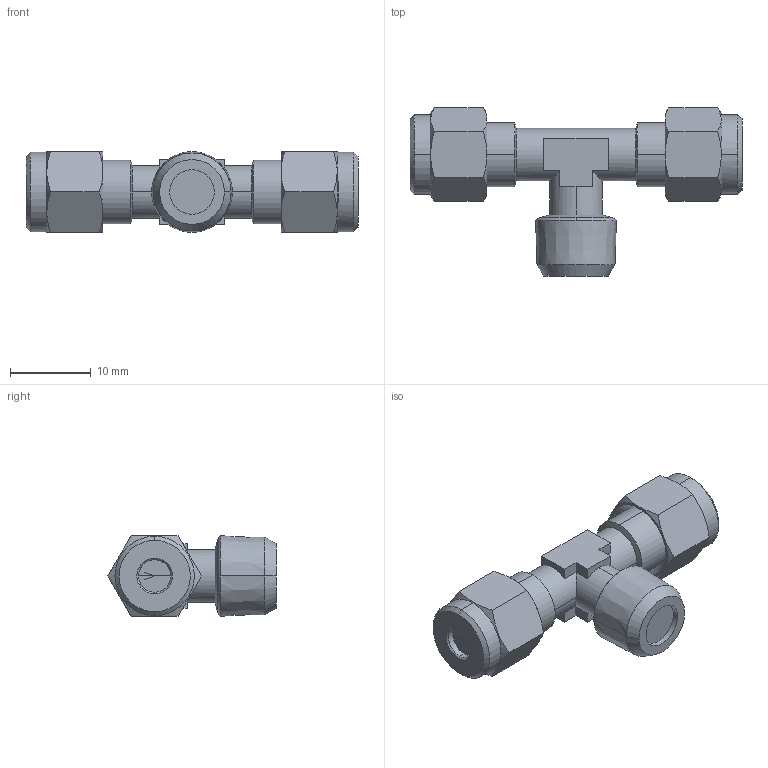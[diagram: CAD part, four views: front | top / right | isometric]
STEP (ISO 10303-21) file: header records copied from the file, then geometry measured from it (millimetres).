
FILE_DESCRIPTION (( 'STEP AP214' ), '1' );
FILE_NAME ('1022000001.step', '2013-02-25T17:11:33', ( '' ), ( '' ), 'SwSTEP 2.0', 'SolidWorks 2012', '' );
FILE_SCHEMA (( 'AUTOMOTIVE_DESIGN' ));
Length unit declared in the file: millimetre
Products named in the file (1): 1022000001
Bounding box: 41 x 20.77 x 10 mm (x, y, z)
Volume: 3130.2 mm3; surface area: 1889.3 mm2
Topology: 1 solids, 1 shells, 100 faces, 243 edges, 146 vertices
Faces by surface type: cone 44, plane 36, cylinder 18, torus 2
Entity records: 3164 total; most frequent: CARTESIAN_POINT 870, ORIENTED_EDGE 478, DIRECTION 464, EDGE_CURVE 239, AXIS2_PLACEMENT_3D 180, VERTEX_POINT 146, EDGE_LOOP 105, VECTOR 104
